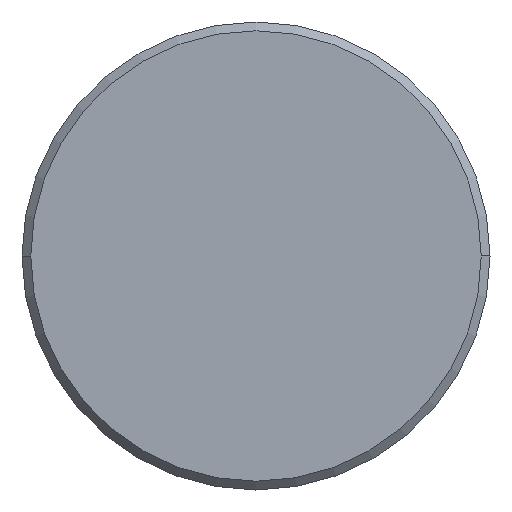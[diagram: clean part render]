
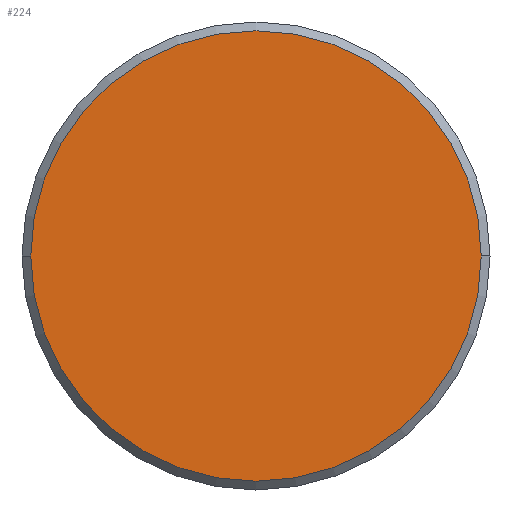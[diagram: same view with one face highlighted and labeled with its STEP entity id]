
A CAD part, left-side view. The second image highlights one B-rep face of the part: STEP entity #224.
In plain terms, the highlighted planar face has unit normal (-1, 0, 0).
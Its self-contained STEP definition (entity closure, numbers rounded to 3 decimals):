
#18 = ORIENTED_EDGE ( 'NONE', *, *, #70, .F. ) ;
#26 = CARTESIAN_POINT ( 'NONE',  ( -54., 0., 0. ) ) ;
#31 = EDGE_LOOP ( 'NONE', ( #65, #18 ) ) ;
#53 = PLANE ( 'NONE',  #119 ) ;
#59 = DIRECTION ( 'NONE',  ( 0., 1., 0. ) ) ;
#65 = ORIENTED_EDGE ( 'NONE', *, *, #164, .F. ) ;
#67 = AXIS2_PLACEMENT_3D ( 'NONE', #26, #202, #59 ) ;
#70 = EDGE_CURVE ( 'NONE', #303, #266, #305, .T. ) ;
#73 = CIRCLE ( 'NONE', #128, 7.7 ) ;
#76 = DIRECTION ( 'NONE',  ( 0., -1., 0. ) ) ;
#80 = CARTESIAN_POINT ( 'NONE',  ( -54., 0., 0. ) ) ;
#108 = DIRECTION ( 'NONE',  ( 0., 1., 0. ) ) ;
#119 = AXIS2_PLACEMENT_3D ( 'NONE', #171, #222, #76 ) ;
#128 = AXIS2_PLACEMENT_3D ( 'NONE', #80, #255, #108 ) ;
#164 = EDGE_CURVE ( 'NONE', #266, #303, #73, .T. ) ;
#171 = CARTESIAN_POINT ( 'NONE',  ( -54., 0., 0. ) ) ;
#202 = DIRECTION ( 'NONE',  ( 1., 0., 0. ) ) ;
#222 = DIRECTION ( 'NONE',  ( -1., 0., 0. ) ) ;
#224 = ADVANCED_FACE ( 'NONE', ( #253 ), #53, .T. ) ;
#237 = CARTESIAN_POINT ( 'NONE',  ( -54., -7.7, 0. ) ) ;
#253 = FACE_OUTER_BOUND ( 'NONE', #31, .T. ) ;
#255 = DIRECTION ( 'NONE',  ( 1., 0., 0. ) ) ;
#266 = VERTEX_POINT ( 'NONE', #283 ) ;
#283 = CARTESIAN_POINT ( 'NONE',  ( -54., 7.7, 0. ) ) ;
#303 = VERTEX_POINT ( 'NONE', #237 ) ;
#305 = CIRCLE ( 'NONE', #67, 7.7 ) ;
